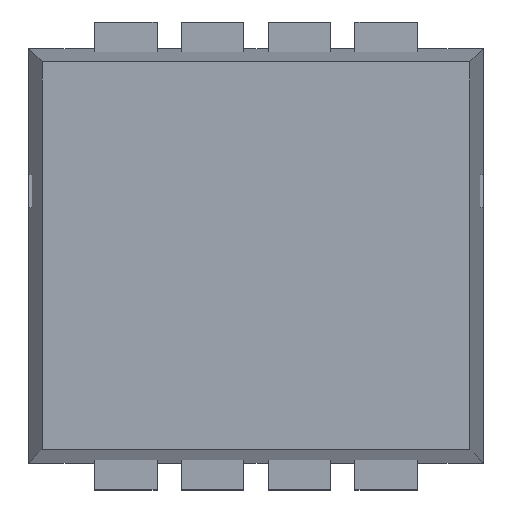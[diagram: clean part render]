
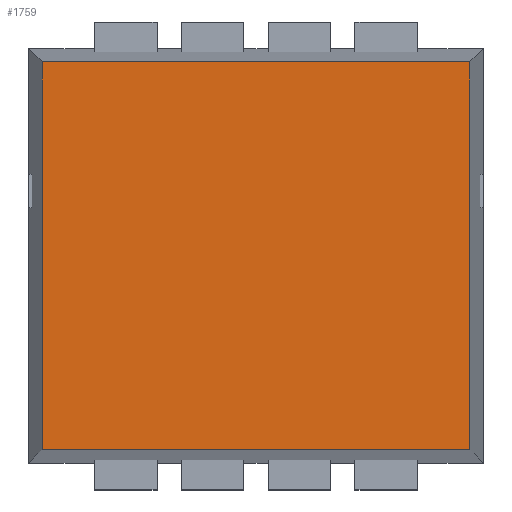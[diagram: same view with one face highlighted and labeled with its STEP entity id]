
A CAD part, top view. The second image highlights one B-rep face of the part: STEP entity #1759.
In plain terms, the highlighted planar face has unit normal (0, 0, 1).
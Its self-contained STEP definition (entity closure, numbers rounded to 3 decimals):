
#97=FACE_OUTER_BOUND('',#181,.T.);
#181=EDGE_LOOP('',(#1548,#1549,#1550,#1551));
#203=LINE('',#2316,#445);
#361=LINE('',#2628,#603);
#422=LINE('',#2752,#664);
#423=LINE('',#2754,#665);
#445=VECTOR('',#1895,10.);
#603=VECTOR('',#2135,10.);
#664=VECTOR('',#2262,10.);
#665=VECTOR('',#2265,10.);
#681=VERTEX_POINT('',#2313);
#682=VERTEX_POINT('',#2315);
#794=VERTEX_POINT('',#2625);
#795=VERTEX_POINT('',#2627);
#847=EDGE_CURVE('',#681,#682,#203,.T.);
#1005=EDGE_CURVE('',#794,#795,#361,.T.);
#1066=EDGE_CURVE('',#795,#681,#422,.T.);
#1067=EDGE_CURVE('',#682,#794,#423,.T.);
#1548=ORIENTED_EDGE('',*,*,#1066,.F.);
#1549=ORIENTED_EDGE('',*,*,#1005,.F.);
#1550=ORIENTED_EDGE('',*,*,#1067,.F.);
#1551=ORIENTED_EDGE('',*,*,#847,.F.);
#1635=PLANE('',#1857);
#1759=ADVANCED_FACE('',(#97),#1635,.T.);
#1857=AXIS2_PLACEMENT_3D('',#2756,#2268,#2269);
#1895=DIRECTION('',(1.,0.,0.));
#2135=DIRECTION('',(-1.,0.,0.));
#2262=DIRECTION('',(0.,1.,0.));
#2265=DIRECTION('',(0.,-1.,0.));
#2268=DIRECTION('center_axis',(0.,0.,1.));
#2269=DIRECTION('ref_axis',(1.,0.,0.));
#2313=CARTESIAN_POINT('',(0.1,3.,0.9));
#2315=CARTESIAN_POINT('',(3.3,3.,0.9));
#2316=CARTESIAN_POINT('',(2.55,3.,0.9));
#2625=CARTESIAN_POINT('',(3.3,0.1,0.9));
#2627=CARTESIAN_POINT('',(0.1,0.1,0.9));
#2628=CARTESIAN_POINT('',(0.85,0.1,0.9));
#2752=CARTESIAN_POINT('',(0.1,2.325,0.9));
#2754=CARTESIAN_POINT('',(3.3,0.775,0.9));
#2756=CARTESIAN_POINT('Origin',(1.7,1.55,0.9));
